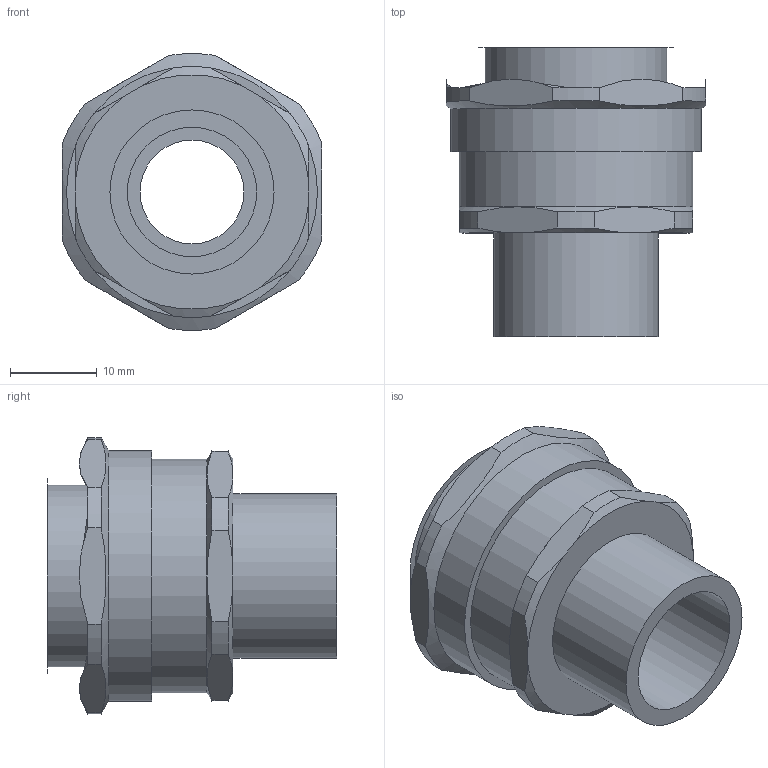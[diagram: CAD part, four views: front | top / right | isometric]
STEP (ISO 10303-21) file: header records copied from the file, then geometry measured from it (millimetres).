
FILE_DESCRIPTION(/* description */ (''),/* implementation_level */ '2;1');
FILE_NAME(/* name */ '',/* time_stamp */ '2025-10-07T09:34:19+07:00',/* author */ ('zeta-72'),/* organization */ (''),/* preprocessor_version */ 'ST-DEVELOPER v19.2',/* originating_system */ 'Autodesk Inventor 2024',/* authorisation */ '');
FILE_SCHEMA (('AUTOMOTIVE_DESIGN { 1 0 10303 214 3 1 1 }'));
Length unit declared in the file: millimetre
Products named in the file (1): Сборка МВВ-G
 3)8-МР15_Упростить_1
Bounding box: 30 x 33.46 x 31.95 mm (x, y, z)
Volume: 8853.8 mm3; surface area: 7188.7 mm2
Topology: 1 solids, 1 shells, 52 faces, 127 edges, 82 vertices
Faces by surface type: cylinder 19, plane 19, cone 14
Full cylindrical faces by diameter (mm): 12 x1, 14.7 x1, 14.95 x1, 18.95 x1, 21 x1, 27 x1, 29 x1
Entity records: 1617 total; most frequent: CARTESIAN_POINT 334, ORIENTED_EDGE 254, DIRECTION 249, EDGE_CURVE 127, AXIS2_PLACEMENT_3D 105, VERTEX_POINT 82, EDGE_LOOP 59, FACE_OUTER_BOUND 52
